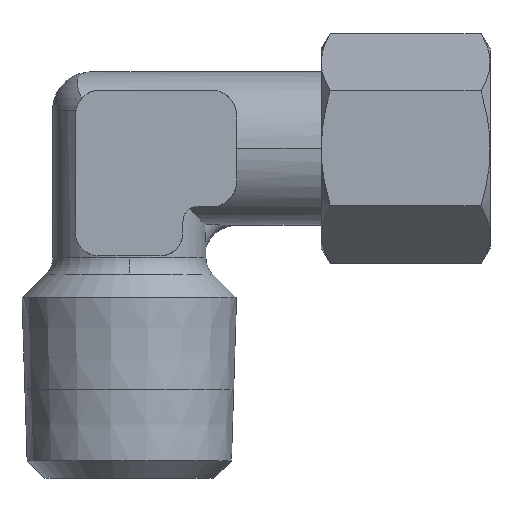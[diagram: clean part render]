
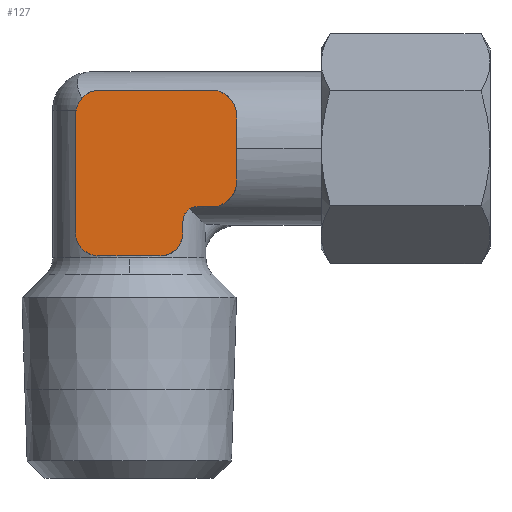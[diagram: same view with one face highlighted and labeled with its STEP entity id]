
A CAD part, top view. The second image highlights one B-rep face of the part: STEP entity #127.
In plain terms, the highlighted planar face has unit normal (0, 0, 1).
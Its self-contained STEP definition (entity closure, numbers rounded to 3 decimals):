
#127=ADVANCED_FACE('',(#307),#308,.T.);
#307=FACE_OUTER_BOUND('',#507,.T.);
#308=PLANE('',#508);
#507=EDGE_LOOP('',(#1164,#1165,#1166,#1167,#1168,#1169,#1170,#1171,#1172,#1173,#1174,#1175,#1176,#1177,#1178,#1179,#1180));
#508=AXIS2_PLACEMENT_3D('',#1181,#1182,#1183);
#1164=ORIENTED_EDGE('',*,*,#1527,.F.);
#1165=ORIENTED_EDGE('',*,*,#1524,.F.);
#1166=ORIENTED_EDGE('',*,*,#1518,.F.);
#1167=ORIENTED_EDGE('',*,*,#1363,.F.);
#1168=ORIENTED_EDGE('',*,*,#1509,.F.);
#1169=ORIENTED_EDGE('',*,*,#1496,.F.);
#1170=ORIENTED_EDGE('',*,*,#1535,.F.);
#1171=ORIENTED_EDGE('',*,*,#1551,.F.);
#1172=ORIENTED_EDGE('',*,*,#1531,.F.);
#1173=ORIENTED_EDGE('',*,*,#1549,.F.);
#1174=ORIENTED_EDGE('',*,*,#1546,.F.);
#1175=ORIENTED_EDGE('',*,*,#1543,.F.);
#1176=ORIENTED_EDGE('',*,*,#1540,.F.);
#1177=ORIENTED_EDGE('',*,*,#1536,.F.);
#1178=ORIENTED_EDGE('',*,*,#1506,.F.);
#1179=ORIENTED_EDGE('',*,*,#1515,.F.);
#1180=ORIENTED_EDGE('',*,*,#1371,.F.);
#1181=CARTESIAN_POINT('',(1.398,20.243,5.0));
#1182=DIRECTION('',(0.0,0.0,1.0));
#1183=DIRECTION('',(1.0,0.0,0.0));
#1363=EDGE_CURVE('',#1643,#1639,#1645,.T.);
#1371=EDGE_CURVE('',#1659,#1655,#1661,.T.);
#1496=EDGE_CURVE('',#1861,#1863,#1864,.T.);
#1506=EDGE_CURVE('',#1877,#1879,#1880,.T.);
#1509=EDGE_CURVE('',#1863,#1643,#1883,.T.);
#1515=EDGE_CURVE('',#1655,#1877,#1891,.T.);
#1518=EDGE_CURVE('',#1639,#1895,#1896,.T.);
#1524=EDGE_CURVE('',#1895,#1713,#1904,.T.);
#1527=EDGE_CURVE('',#1713,#1659,#1907,.T.);
#1531=EDGE_CURVE('',#1910,#1913,#1914,.T.);
#1535=EDGE_CURVE('',#1918,#1861,#1920,.T.);
#1536=EDGE_CURVE('',#1879,#1921,#1922,.T.);
#1540=EDGE_CURVE('',#1921,#1928,#1929,.T.);
#1543=EDGE_CURVE('',#1928,#1933,#1934,.T.);
#1546=EDGE_CURVE('',#1933,#1938,#1939,.T.);
#1549=EDGE_CURVE('',#1938,#1910,#1942,.T.);
#1551=EDGE_CURVE('',#1913,#1918,#1944,.T.);
#1639=VERTEX_POINT('',#2153);
#1643=VERTEX_POINT('',#2173);
#1645=CIRCLE('',#2176,1.698);
#1655=VERTEX_POINT('',#2203);
#1659=VERTEX_POINT('',#2223);
#1661=CIRCLE('',#2226,1.698);
#1713=VERTEX_POINT('',#2424);
#1861=VERTEX_POINT('',#3100);
#1863=VERTEX_POINT('',#3103);
#1864=CIRCLE('',#3104,1.625);
#1877=VERTEX_POINT('',#3124);
#1879=VERTEX_POINT('',#3127);
#1880=LINE('',#3128,#3129);
#1883=LINE('',#3134,#3135);
#1891=CIRCLE('',#3147,1.698);
#1895=VERTEX_POINT('',#3152);
#1896=CIRCLE('',#3153,1.698);
#1904=LINE('',#3164,#3165);
#1907=LINE('',#3170,#3171);
#1910=VERTEX_POINT('',#3176);
#1913=VERTEX_POINT('',#3179);
#1914=LINE('',#3180,#3181);
#1918=VERTEX_POINT('',#3187);
#1920=LINE('',#3190,#3191);
#1921=VERTEX_POINT('',#3192);
#1922=CIRCLE('',#3193,0.961);
#1928=VERTEX_POINT('',#3215);
#1929=LINE('',#3216,#3217);
#1933=VERTEX_POINT('',#3223);
#1934=LINE('',#3224,#3225);
#1938=VERTEX_POINT('',#3248);
#1939=CIRCLE('',#3249,1.5);
#1942=LINE('',#3253,#3254);
#1944=CIRCLE('',#3273,1.5);
#2153=CARTESIAN_POINT('',(7.001,23.624,5.0));
#2173=CARTESIAN_POINT('',(5.5,25.311,5.0));
#2176=AXIS2_PLACEMENT_3D('',#3365,#3366,#3367);
#2203=CARTESIAN_POINT('',(7.001,19.376,5.0));
#2223=CARTESIAN_POINT('',(7.,19.445,5.0));
#2226=AXIS2_PLACEMENT_3D('',#3375,#3376,#3377);
#2424=CARTESIAN_POINT('',(7.,21.5,5.0));
#3100=CARTESIAN_POINT('',(-3.5,23.729,5.0));
#3103=CARTESIAN_POINT('',(-2.,25.311,5.0));
#3104=AXIS2_PLACEMENT_3D('',#3546,#3547,#3548);
#3124=CARTESIAN_POINT('',(5.5,17.689,5.0));
#3127=CARTESIAN_POINT('',(4.5,17.716,5.0));
#3128=CARTESIAN_POINT('',(4.5,17.716,5.0));
#3129=VECTOR('',#3560,1.0);
#3134=CARTESIAN_POINT('',(-2.,25.311,5.0));
#3135=VECTOR('',#3563,1.0);
#3147=AXIS2_PLACEMENT_3D('',#3571,#3572,#3573);
#3152=CARTESIAN_POINT('',(7.,23.555,5.0));
#3153=AXIS2_PLACEMENT_3D('',#3578,#3579,#3580);
#3164=CARTESIAN_POINT('',(7.,19.445,5.0));
#3165=VECTOR('',#3590,1.0);
#3170=CARTESIAN_POINT('',(7.,19.445,5.0));
#3171=VECTOR('',#3593,1.0);
#3176=CARTESIAN_POINT('',(0.0,14.5,5.0));
#3179=CARTESIAN_POINT('',(-2.,14.5,5.0));
#3180=CARTESIAN_POINT('',(-2.,14.5,5.0));
#3181=VECTOR('',#3599,1.0);
#3187=CARTESIAN_POINT('',(-3.5,16.,5.0));
#3190=CARTESIAN_POINT('',(-3.5,23.729,5.0));
#3191=VECTOR('',#3603,1.0);
#3192=CARTESIAN_POINT('',(3.523,16.951,5.0));
#3193=AXIS2_PLACEMENT_3D('',#3604,#3605,#3606);
#3215=CARTESIAN_POINT('',(3.5,16.733,5.0));
#3216=CARTESIAN_POINT('',(3.523,16.951,5.0));
#3217=VECTOR('',#3611,1.0);
#3223=CARTESIAN_POINT('',(3.5,16.,5.0));
#3224=CARTESIAN_POINT('',(3.5,16.733,5.0));
#3225=VECTOR('',#3614,1.0);
#3248=CARTESIAN_POINT('',(2.,14.5,5.0));
#3249=AXIS2_PLACEMENT_3D('',#3616,#3617,#3618);
#3253=CARTESIAN_POINT('',(-2.,14.5,5.0));
#3254=VECTOR('',#3623,1.0);
#3273=AXIS2_PLACEMENT_3D('',#3624,#3625,#3626);
#3365=CARTESIAN_POINT('',(5.303,23.624,5.0));
#3366=DIRECTION('',(0.0,0.0,-1.0));
#3367=DIRECTION('',(1.0,0.0,0.0));
#3375=CARTESIAN_POINT('',(5.303,19.376,5.0));
#3376=DIRECTION('',(0.0,0.0,-1.0));
#3377=DIRECTION('',(1.0,0.0,0.0));
#3546=CARTESIAN_POINT('',(-1.876,23.691,5.0));
#3547=DIRECTION('',(0.0,0.0,-1.0));
#3548=DIRECTION('',(1.0,0.0,0.0));
#3560=DIRECTION('',(-1.,0.027,0.0));
#3563=DIRECTION('',(1.0,0.,0.0));
#3571=CARTESIAN_POINT('',(5.303,19.376,5.0));
#3572=DIRECTION('',(0.0,0.0,-1.0));
#3573=DIRECTION('',(1.0,0.0,0.0));
#3578=CARTESIAN_POINT('',(5.303,23.624,5.0));
#3579=DIRECTION('',(0.0,0.0,-1.0));
#3580=DIRECTION('',(1.0,0.0,0.0));
#3590=DIRECTION('',(0.,-1.0,-0.0));
#3593=DIRECTION('',(0.,-1.0,-0.0));
#3599=DIRECTION('',(-1.0,-0.0,-0.0));
#3603=DIRECTION('',(0.,1.0,0.0));
#3604=CARTESIAN_POINT('',(4.464,16.756,5.0));
#3605=DIRECTION('',(0.0,0.0,1.0));
#3606=DIRECTION('',(1.0,0.0,0.0));
#3611=DIRECTION('',(-0.106,-0.994,0.0));
#3614=DIRECTION('',(0.,-1.0,0.0));
#3616=CARTESIAN_POINT('',(2.,16.,5.0));
#3617=DIRECTION('',(0.0,0.0,-1.0));
#3618=DIRECTION('',(1.0,0.0,0.0));
#3623=DIRECTION('',(-1.0,-0.0,-0.0));
#3624=CARTESIAN_POINT('',(-2.,16.,5.0));
#3625=DIRECTION('',(0.0,0.0,-1.0));
#3626=DIRECTION('',(1.0,0.0,0.0));
